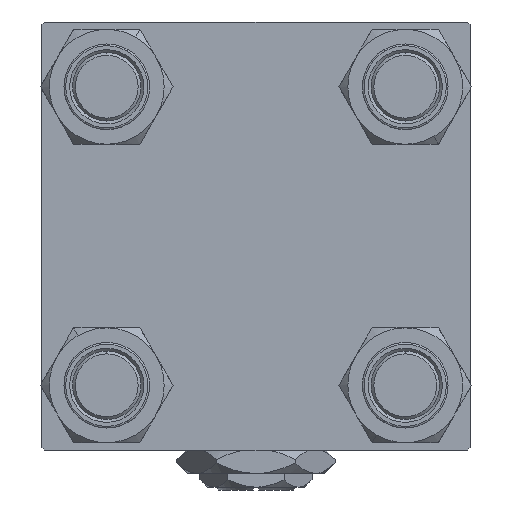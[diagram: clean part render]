
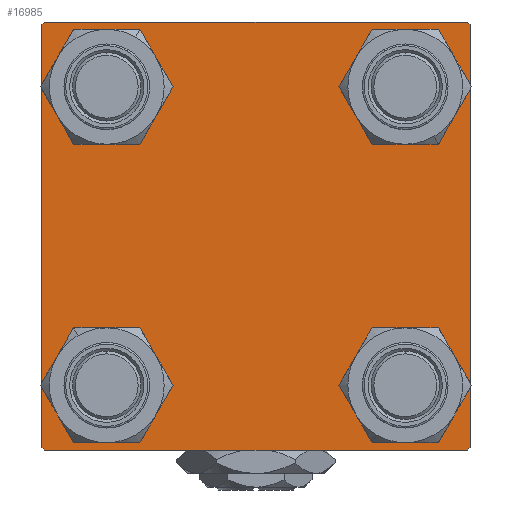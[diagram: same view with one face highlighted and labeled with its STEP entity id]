
A CAD part, left-side view. The second image highlights one B-rep face of the part: STEP entity #16985.
In plain terms, the highlighted planar face has unit normal (-1, 0, 0).
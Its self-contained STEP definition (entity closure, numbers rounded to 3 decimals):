
#283 = EDGE_LOOP ( 'NONE', ( #21101, #41062 ) ) ;
#541 = CARTESIAN_POINT ( 'NONE',  ( 0., -26.15, 26.15 ) ) ;
#2146 = CIRCLE ( 'NONE', #4679, 6.5 ) ;
#2620 = CARTESIAN_POINT ( 'NONE',  ( 0., -37., 37.5 ) ) ;
#3400 = CARTESIAN_POINT ( 'NONE',  ( 0., 26.15, 26.15 ) ) ;
#4303 = EDGE_CURVE ( 'NONE', #29796, #22759, #22696, .T. ) ;
#4679 = AXIS2_PLACEMENT_3D ( 'NONE', #38796, #10955, #51500 ) ;
#4694 = DIRECTION ( 'NONE',  ( 0., -1., 0. ) ) ;
#4915 = AXIS2_PLACEMENT_3D ( 'NONE', #11613, #27762, #37278 ) ;
#6070 = CIRCLE ( 'NONE', #37369, 6.5 ) ;
#6159 = CARTESIAN_POINT ( 'NONE',  ( 0., 26.15, -19.65 ) ) ;
#6323 = CARTESIAN_POINT ( 'NONE',  ( 0., -37.5, -37. ) ) ;
#6418 = ORIENTED_EDGE ( 'NONE', *, *, #38490, .T. ) ;
#6590 = VERTEX_POINT ( 'NONE', #25029 ) ;
#6631 = CARTESIAN_POINT ( 'NONE',  ( 0., 26.15, 32.65 ) ) ;
#6910 = VERTEX_POINT ( 'NONE', #37930 ) ;
#7620 = CARTESIAN_POINT ( 'NONE',  ( 0., -37.25, 37.25 ) ) ;
#8025 = VERTEX_POINT ( 'NONE', #2620 ) ;
#8309 = EDGE_CURVE ( 'NONE', #9228, #30917, #15721, .T. ) ;
#8684 = PLANE ( 'NONE',  #4915 ) ;
#9228 = VERTEX_POINT ( 'NONE', #44193 ) ;
#9243 = ORIENTED_EDGE ( 'NONE', *, *, #37494, .T. ) ;
#9601 = DIRECTION ( 'NONE',  ( 0., 0., -1. ) ) ;
#9626 = EDGE_LOOP ( 'NONE', ( #22837, #34445 ) ) ;
#9802 = CARTESIAN_POINT ( 'NONE',  ( 0., -26.15, -26.15 ) ) ;
#10137 = DIRECTION ( 'NONE',  ( 0., -1., 0. ) ) ;
#10345 = DIRECTION ( 'NONE',  ( 1., 0., 0. ) ) ;
#10492 = DIRECTION ( 'NONE',  ( 0., -0.707, -0.707 ) ) ;
#10955 = DIRECTION ( 'NONE',  ( 1., 0., 0. ) ) ;
#11222 = VERTEX_POINT ( 'NONE', #31989 ) ;
#11613 = CARTESIAN_POINT ( 'NONE',  ( 0., 0., 0. ) ) ;
#11841 = DIRECTION ( 'NONE',  ( 0., 0.707, -0.707 ) ) ;
#12202 = VECTOR ( 'NONE', #15508, 1000. ) ;
#12661 = FACE_BOUND ( 'NONE', #9626, .T. ) ;
#12707 = DIRECTION ( 'NONE',  ( 1., 0., 0. ) ) ;
#13073 = EDGE_CURVE ( 'NONE', #29796, #8025, #32242, .T. ) ;
#13672 = LINE ( 'NONE', #49466, #35899 ) ;
#14373 = CARTESIAN_POINT ( 'NONE',  ( 0., 37.5, -37.5 ) ) ;
#14628 = LINE ( 'NONE', #14373, #40652 ) ;
#14962 = EDGE_LOOP ( 'NONE', ( #39622, #9243 ) ) ;
#15095 = EDGE_CURVE ( 'NONE', #27559, #22466, #17924, .T. ) ;
#15239 = ORIENTED_EDGE ( 'NONE', *, *, #15095, .T. ) ;
#15508 = DIRECTION ( 'NONE',  ( 0., 0., -1. ) ) ;
#15636 = VERTEX_POINT ( 'NONE', #34205 ) ;
#15721 = CIRCLE ( 'NONE', #31773, 6.5 ) ;
#15889 = DIRECTION ( 'NONE',  ( 0., 0., 1. ) ) ;
#16147 = ORIENTED_EDGE ( 'NONE', *, *, #44062, .T. ) ;
#16612 = EDGE_CURVE ( 'NONE', #15636, #27559, #26533, .T. ) ;
#16634 = DIRECTION ( 'NONE',  ( 0., 0., 1. ) ) ;
#16985 = ADVANCED_FACE ( 'NONE', ( #23807, #48983, #12661, #28811, #45014 ), #8684, .T. ) ;
#17659 = CARTESIAN_POINT ( 'NONE',  ( 0., -37., -37.5 ) ) ;
#17749 = CIRCLE ( 'NONE', #47374, 6.5 ) ;
#17924 = LINE ( 'NONE', #38593, #29360 ) ;
#18038 = CARTESIAN_POINT ( 'NONE',  ( 0., 26.15, -26.15 ) ) ;
#18693 = CARTESIAN_POINT ( 'NONE',  ( 0., -37.25, -37.25 ) ) ;
#18808 = VECTOR ( 'NONE', #39093, 1000. ) ;
#19554 = VECTOR ( 'NONE', #11841, 1000. ) ;
#20450 = EDGE_CURVE ( 'NONE', #30917, #9228, #2146, .T. ) ;
#20880 = EDGE_CURVE ( 'NONE', #6590, #8025, #13672, .T. ) ;
#21101 = ORIENTED_EDGE ( 'NONE', *, *, #24802, .T. ) ;
#22175 = ORIENTED_EDGE ( 'NONE', *, *, #20880, .F. ) ;
#22298 = CARTESIAN_POINT ( 'NONE',  ( 0., 37., -37.5 ) ) ;
#22442 = VERTEX_POINT ( 'NONE', #22563 ) ;
#22466 = VERTEX_POINT ( 'NONE', #22298 ) ;
#22543 = VECTOR ( 'NONE', #44466, 1000. ) ;
#22563 = CARTESIAN_POINT ( 'NONE',  ( 0., -26.15, -32.65 ) ) ;
#22696 = LINE ( 'NONE', #38860, #12202 ) ;
#22759 = VERTEX_POINT ( 'NONE', #6323 ) ;
#22777 = DIRECTION ( 'NONE',  ( 0., 0., 1. ) ) ;
#22837 = ORIENTED_EDGE ( 'NONE', *, *, #50326, .T. ) ;
#22970 = EDGE_LOOP ( 'NONE', ( #40178, #29750 ) ) ;
#23807 = FACE_BOUND ( 'NONE', #14962, .T. ) ;
#24230 = CARTESIAN_POINT ( 'NONE',  ( 0., -26.15, 26.15 ) ) ;
#24802 = EDGE_CURVE ( 'NONE', #49802, #22442, #30006, .T. ) ;
#25029 = CARTESIAN_POINT ( 'NONE',  ( 0., 37., 37.5 ) ) ;
#26533 = LINE ( 'NONE', #38734, #52303 ) ;
#27559 = VERTEX_POINT ( 'NONE', #30682 ) ;
#27762 = DIRECTION ( 'NONE',  ( -1., 0., 0. ) ) ;
#27883 = ORIENTED_EDGE ( 'NONE', *, *, #16612, .T. ) ;
#28555 = DIRECTION ( 'NONE',  ( 1., 0., 0. ) ) ;
#28811 = FACE_BOUND ( 'NONE', #22970, .T. ) ;
#28888 = CARTESIAN_POINT ( 'NONE',  ( 0., -26.15, 19.65 ) ) ;
#29360 = VECTOR ( 'NONE', #10492, 1000. ) ;
#29750 = ORIENTED_EDGE ( 'NONE', *, *, #8309, .T. ) ;
#29796 = VERTEX_POINT ( 'NONE', #33132 ) ;
#29927 = DIRECTION ( 'NONE',  ( 0., 0., 1. ) ) ;
#30006 = CIRCLE ( 'NONE', #34350, 6.5 ) ;
#30326 = EDGE_CURVE ( 'NONE', #11222, #38706, #41223, .T. ) ;
#30682 = CARTESIAN_POINT ( 'NONE',  ( 0., 37.5, -37. ) ) ;
#30917 = VERTEX_POINT ( 'NONE', #6631 ) ;
#31175 = CARTESIAN_POINT ( 'NONE',  ( 0., 37.25, 37.25 ) ) ;
#31773 = AXIS2_PLACEMENT_3D ( 'NONE', #3400, #28555, #16634 ) ;
#31989 = CARTESIAN_POINT ( 'NONE',  ( 0., -26.15, 32.65 ) ) ;
#32242 = LINE ( 'NONE', #7620, #22543 ) ;
#32989 = CIRCLE ( 'NONE', #51611, 6.5 ) ;
#33132 = CARTESIAN_POINT ( 'NONE',  ( 0., -37.5, 37. ) ) ;
#33647 = ORIENTED_EDGE ( 'NONE', *, *, #4303, .F. ) ;
#34205 = CARTESIAN_POINT ( 'NONE',  ( 0., 37.5, 37. ) ) ;
#34350 = AXIS2_PLACEMENT_3D ( 'NONE', #9802, #46381, #29927 ) ;
#34445 = ORIENTED_EDGE ( 'NONE', *, *, #41122, .T. ) ;
#34681 = DIRECTION ( 'NONE',  ( 1., 0., 0. ) ) ;
#35899 = VECTOR ( 'NONE', #4694, 1000. ) ;
#36308 = AXIS2_PLACEMENT_3D ( 'NONE', #52202, #36799, #15889 ) ;
#36601 = EDGE_CURVE ( 'NONE', #22442, #49802, #47343, .T. ) ;
#36799 = DIRECTION ( 'NONE',  ( 1., 0., 0. ) ) ;
#37278 = DIRECTION ( 'NONE',  ( 0., 0., 1. ) ) ;
#37369 = AXIS2_PLACEMENT_3D ( 'NONE', #43444, #34681, #22777 ) ;
#37494 = EDGE_CURVE ( 'NONE', #38706, #11222, #32989, .T. ) ;
#37930 = CARTESIAN_POINT ( 'NONE',  ( 0., 26.15, -32.65 ) ) ;
#38208 = ORIENTED_EDGE ( 'NONE', *, *, #51955, .T. ) ;
#38490 = EDGE_CURVE ( 'NONE', #22466, #41558, #14628, .T. ) ;
#38593 = CARTESIAN_POINT ( 'NONE',  ( 0., 37.25, -37.25 ) ) ;
#38706 = VERTEX_POINT ( 'NONE', #28888 ) ;
#38734 = CARTESIAN_POINT ( 'NONE',  ( 0., 37.5, 37.5 ) ) ;
#38796 = CARTESIAN_POINT ( 'NONE',  ( 0., 26.15, 26.15 ) ) ;
#38860 = CARTESIAN_POINT ( 'NONE',  ( 0., -37.5, 37.5 ) ) ;
#39093 = DIRECTION ( 'NONE',  ( 0., -0.707, 0.707 ) ) ;
#39222 = DIRECTION ( 'NONE',  ( 0., 0., 1. ) ) ;
#39609 = DIRECTION ( 'NONE',  ( 1., 0., 0. ) ) ;
#39622 = ORIENTED_EDGE ( 'NONE', *, *, #30326, .T. ) ;
#40021 = DIRECTION ( 'NONE',  ( 0., 0., 1. ) ) ;
#40178 = ORIENTED_EDGE ( 'NONE', *, *, #20450, .T. ) ;
#40363 = ORIENTED_EDGE ( 'NONE', *, *, #13073, .T. ) ;
#40401 = DIRECTION ( 'NONE',  ( 0., 0., 1. ) ) ;
#40652 = VECTOR ( 'NONE', #10137, 1000. ) ;
#41062 = ORIENTED_EDGE ( 'NONE', *, *, #36601, .T. ) ;
#41122 = EDGE_CURVE ( 'NONE', #6910, #51184, #17749, .T. ) ;
#41223 = CIRCLE ( 'NONE', #42895, 6.5 ) ;
#41558 = VERTEX_POINT ( 'NONE', #17659 ) ;
#42895 = AXIS2_PLACEMENT_3D ( 'NONE', #24230, #39609, #40401 ) ;
#43444 = CARTESIAN_POINT ( 'NONE',  ( 0., 26.15, -26.15 ) ) ;
#44062 = EDGE_CURVE ( 'NONE', #6590, #15636, #48158, .T. ) ;
#44193 = CARTESIAN_POINT ( 'NONE',  ( 0., 26.15, 19.65 ) ) ;
#44466 = DIRECTION ( 'NONE',  ( 0., 0.707, 0.707 ) ) ;
#45014 = FACE_OUTER_BOUND ( 'NONE', #47405, .T. ) ;
#46381 = DIRECTION ( 'NONE',  ( 1., 0., 0. ) ) ;
#47343 = CIRCLE ( 'NONE', #36308, 6.5 ) ;
#47374 = AXIS2_PLACEMENT_3D ( 'NONE', #18038, #10345, #39222 ) ;
#47405 = EDGE_LOOP ( 'NONE', ( #27883, #15239, #6418, #38208, #33647, #40363, #22175, #16147 ) ) ;
#47599 = CARTESIAN_POINT ( 'NONE',  ( 0., -26.15, -19.65 ) ) ;
#48158 = LINE ( 'NONE', #31175, #19554 ) ;
#48983 = FACE_BOUND ( 'NONE', #283, .T. ) ;
#49466 = CARTESIAN_POINT ( 'NONE',  ( 0., 37.5, 37.5 ) ) ;
#49802 = VERTEX_POINT ( 'NONE', #47599 ) ;
#50255 = LINE ( 'NONE', #18693, #18808 ) ;
#50326 = EDGE_CURVE ( 'NONE', #51184, #6910, #6070, .T. ) ;
#51184 = VERTEX_POINT ( 'NONE', #6159 ) ;
#51500 = DIRECTION ( 'NONE',  ( 0., 0., 1. ) ) ;
#51611 = AXIS2_PLACEMENT_3D ( 'NONE', #541, #12707, #40021 ) ;
#51955 = EDGE_CURVE ( 'NONE', #41558, #22759, #50255, .T. ) ;
#52202 = CARTESIAN_POINT ( 'NONE',  ( 0., -26.15, -26.15 ) ) ;
#52303 = VECTOR ( 'NONE', #9601, 1000. ) ;
